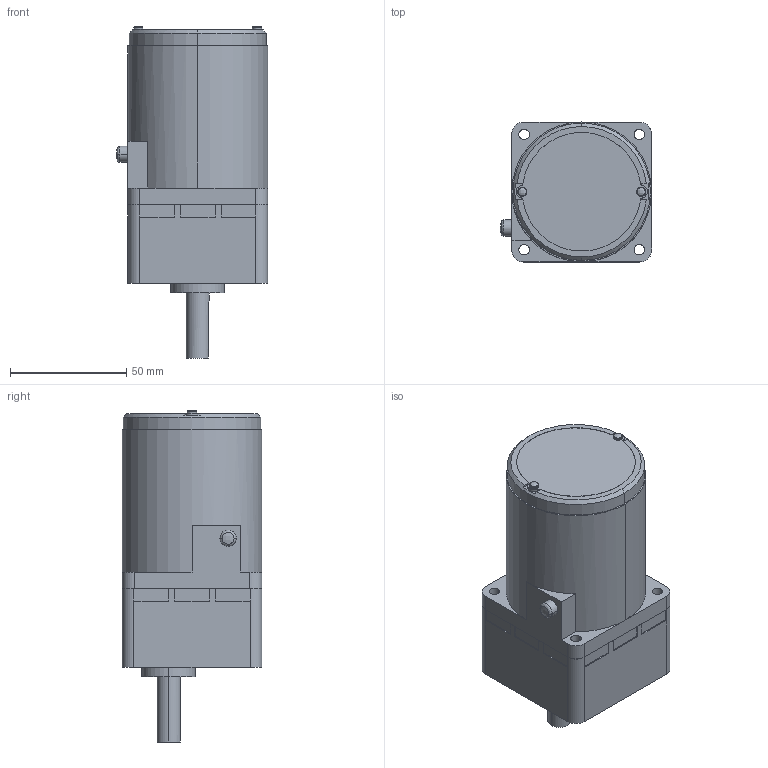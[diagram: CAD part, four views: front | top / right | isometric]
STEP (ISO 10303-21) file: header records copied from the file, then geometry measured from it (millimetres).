
FILE_DESCRIPTION (( 'STEP AP203' ), '1' );
FILE_NAME ('A1495A.STEP', '2015-10-14T05:39:30', ( 'om' ), ( 'Hewlett-Packard Company' ), 'SwSTEP 2.0', 'SolidWorks 2014', '' );
FILE_SCHEMA (( 'CONFIG_CONTROL_DESIGN' ));
Length unit declared in the file: millimetre
Products named in the file (1): A1495A
Bounding box: 64.92 x 60 x 142.57 mm (x, y, z)
Volume: 338892.4 mm3; surface area: 42136.3 mm2
Topology: 2 solids, 5 shells, 207 faces, 523 edges, 341 vertices
Faces by surface type: cylinder 99, plane 95, bspline 11, cone 2
Entity records: 6527 total; most frequent: CARTESIAN_POINT 1285, DIRECTION 1131, ORIENTED_EDGE 1046, EDGE_CURVE 523, AXIS2_PLACEMENT_3D 419, VERTEX_POINT 341, VECTOR 293, LINE 293
